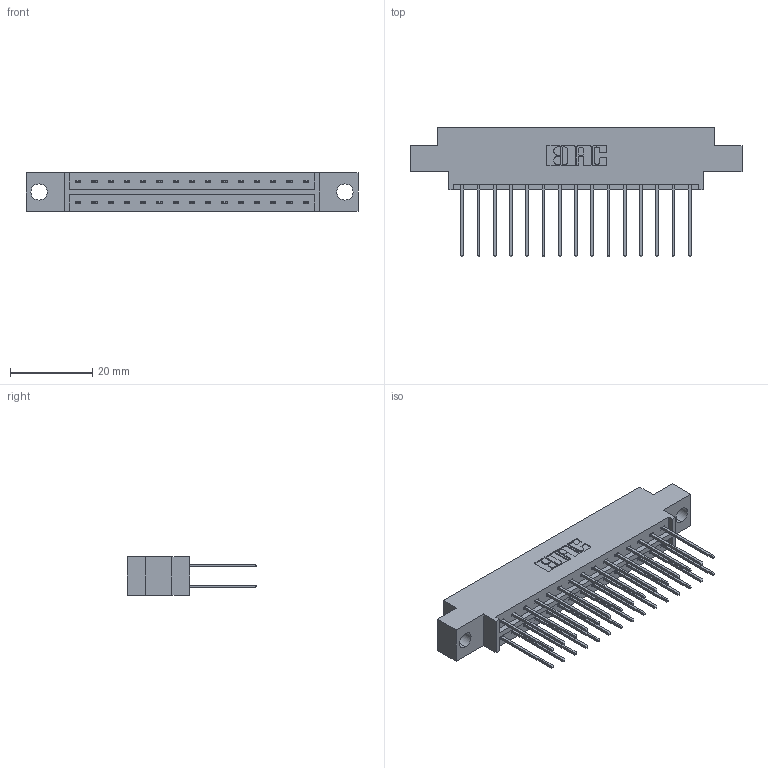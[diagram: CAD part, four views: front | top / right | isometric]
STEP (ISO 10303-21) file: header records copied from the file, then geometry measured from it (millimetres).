
FILE_DESCRIPTION (( 'STEP AP203' ), '1' );
FILE_NAME ('833-030-542-804.STEP', '2020-06-02T13:36:45', ( '' ), ( '' ), 'SwSTEP 2.0', 'SolidWorks 2020', '' );
FILE_SCHEMA (( 'CONFIG_CONTROL_DESIGN' ));
Length unit declared in the file: inch
Products named in the file (3): 833-030-542-804; 345-292-001_345-293-142; 833 Part_Offset - .156 Dia - TH
Assembly tree (31 placements, depth 2):
  833-030-542-804
    833 Part_Offset - .156 Dia - TH
    345-292-001_345-293-142  x30
Bounding box: 80.98 x 31.63 x 9.4 mm (x, y, z)
Volume: 7838.8 mm3; surface area: 9689.5 mm2
Topology: 31 solids, 31 shells, 1678 faces, 4973 edges, 3274 vertices
Faces by surface type: plane 1154, cylinder 524
Entity records: 13295 total; most frequent: CARTESIAN_POINT 2238, ORIENTED_EDGE 2174, DIRECTION 1959, EDGE_CURVE 1087, VECTOR 959, LINE 959, VERTEX_POINT 722, AXIS2_PLACEMENT_3D 500
